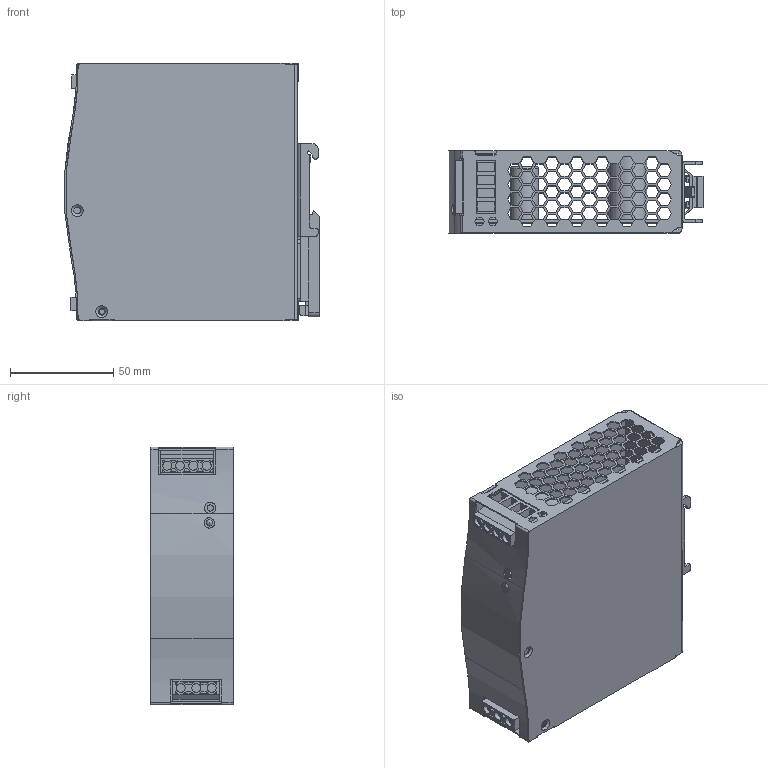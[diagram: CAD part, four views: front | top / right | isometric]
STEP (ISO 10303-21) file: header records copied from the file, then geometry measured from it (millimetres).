
FILE_DESCRIPTION((''),'2;1');
FILE_NAME('PS-C120.stp','2010-09-15T11:39:49',('Sebastian'),(''),'Autodesk Inventor 2008','Autodesk Inventor 2008','');
FILE_SCHEMA(('AUTOMOTIVE_DESIGN { 1 0 10303 214 1 1 1 1 }'));
Length unit declared in the file: millimetre
Products named in the file (4): PS-C120; STARW; RAILHOLDER; INNERPLATE
Assembly tree (3 placements, depth 2):
  PS-C120
    STARW
    RAILHOLDER
    INNERPLATE
Bounding box: 123.41 x 40 x 125.2 mm (x, y, z)
Volume: 115187.1 mm3; surface area: 138236.7 mm2
Topology: 3 solids, 3 shells, 1471 faces, 4297 edges, 2833 vertices
Faces by surface type: plane 1268, cylinder 177, torus 13, cone 10, bspline 3
Full cylindrical faces by diameter (mm): 1.94 x1, 2.6 x2, 2.65 x5, 3 x2, 3.37 x2, 3.4 x10, 3.5 x1, 4 x2, 4.27 x3, 4.3 x7, 5 x1, 5.5 x1, 13.5 x3, 18.5 x1
Entity records: 49026 total; most frequent: CARTESIAN_POINT 8839, ORIENTED_EDGE 8462, DIRECTION 7557, EDGE_CURVE 4231, VECTOR 3823, LINE 3823, VERTEX_POINT 2832, EDGE_LOOP 1901
